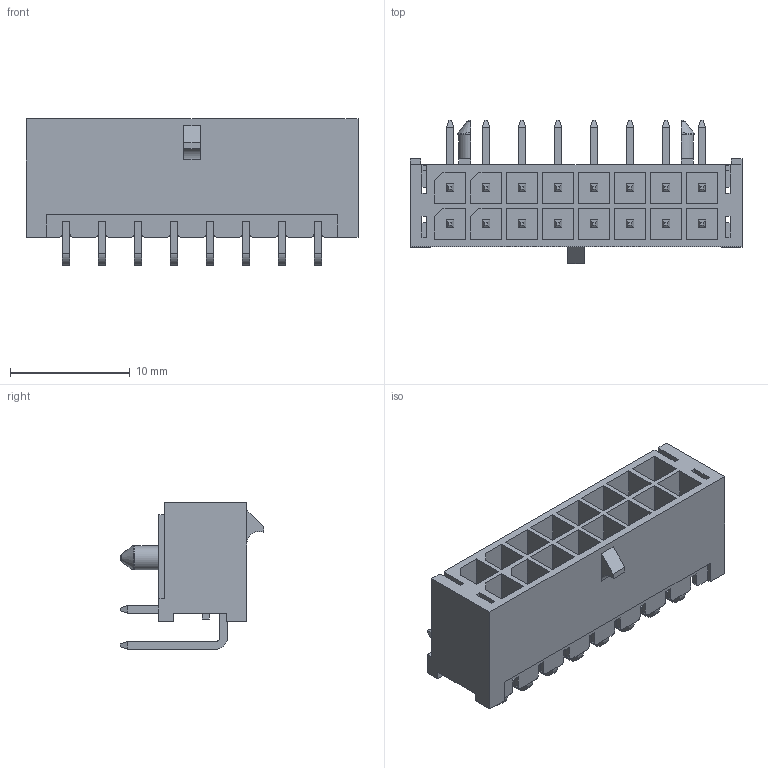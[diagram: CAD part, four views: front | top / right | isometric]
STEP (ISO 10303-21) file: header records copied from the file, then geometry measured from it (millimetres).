
FILE_DESCRIPTION(/* description */ (''),/* implementation_level */ '2;1');
FILE_NAME(/* name */ '66201621022',/* time_stamp */ '2023-10-11T16:28:51+02:00',/* author */ ('WE France'),/* organization */ (''),/* preprocessor_version */ 'ST-DEVELOPER v18.104',/* originating_system */ 'Solid Edge',/* authorisation */ 'Unknown');
FILE_SCHEMA (('AUTOMOTIVE_DESIGN { 1 0 10303 214 3 1 1 }','AUTOMOTIVE_DESIGN {1 0 10303 214 3 1 1}'));
Length unit declared in the file: millimetre
Products named in the file (4): 6620xx21022; 66201621022; 6620xx21022_PIN_COURTE; 6620xx21022_PIN_LONGUE
Assembly tree (17 placements, depth 2):
  6620xx21022
    66201621022
    6620xx21022_PIN_COURTE  x8
    6620xx21022_PIN_LONGUE  x8
Bounding box: 27.7 x 11.96 x 12.22 mm (x, y, z)
Volume: 1050.3 mm3; surface area: 3204.2 mm2
Topology: 17 solids, 17 shells, 715 faces, 1962 edges, 1262 vertices
Faces by surface type: plane 642, cylinder 69, cone 2, torus 2
Entity records: 15766 total; most frequent: CARTESIAN_POINT 2821, ORIENTED_EDGE 2804, DIRECTION 2452, EDGE_CURVE 1402, LINE 1306, VECTOR 1306, VERTEX_POINT 926, AXIS2_PLACEMENT_3D 573
